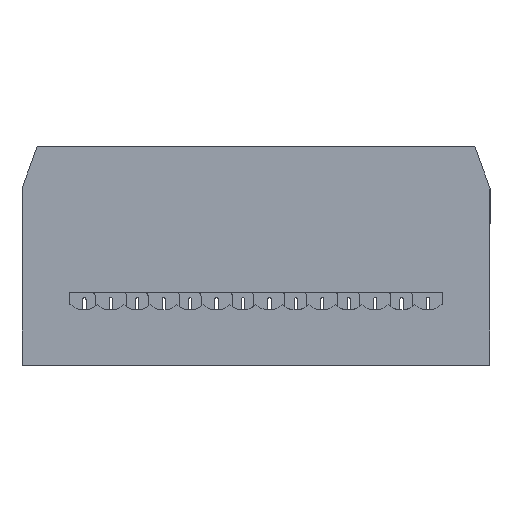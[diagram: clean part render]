
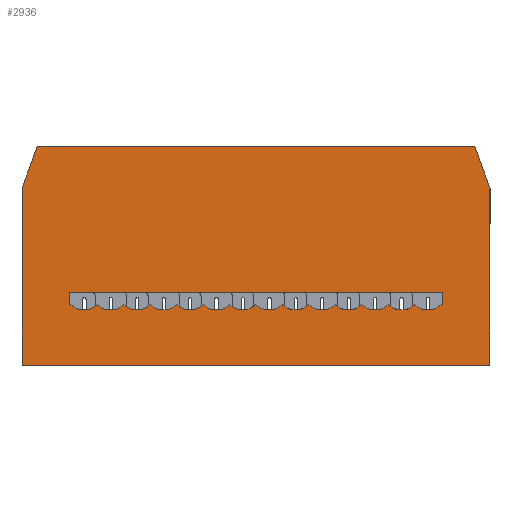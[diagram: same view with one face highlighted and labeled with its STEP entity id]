
A CAD part, top view. The second image highlights one B-rep face of the part: STEP entity #2936.
In plain terms, the highlighted planar face has unit normal (0, 0, 1).
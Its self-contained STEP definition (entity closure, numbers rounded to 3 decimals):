
#685=CARTESIAN_POINT('',(-12.775,-1.1,3.5));
#686=VERTEX_POINT('',#685);
#703=CARTESIAN_POINT('',(-12.775,-0.5,3.5));
#704=VERTEX_POINT('',#703);
#711=CARTESIAN_POINT('',(-12.775,-0.5,3.5));
#712=DIRECTION('',(0.,-1.,0.));
#713=VECTOR('',#712,0.6);
#714=LINE('',#711,#713);
#715=EDGE_CURVE('',#704,#686,#714,.T.);
#820=CARTESIAN_POINT('',(-6.35,-1.1,3.5));
#821=VERTEX_POINT('',#820);
#822=CARTESIAN_POINT('',(-5.08,-1.1,3.5));
#823=VERTEX_POINT('',#822);
#824=CARTESIAN_POINT('',(-5.715,-0.419,3.5));
#825=DIRECTION('',(-0.682,-0.732,0.));
#826=DIRECTION('',(-0.,0.,1.));
#827=AXIS2_PLACEMENT_3D('',#824,#826,#825);
#828=CIRCLE('',#827,0.931);
#829=EDGE_CURVE('',#821,#823,#828,.T.);
#1041=CARTESIAN_POINT('',(-7.62,-1.1,3.5));
#1042=VERTEX_POINT('',#1041);
#1049=CARTESIAN_POINT('',(-6.985,-0.419,3.5));
#1050=DIRECTION('',(-0.682,-0.732,0.));
#1051=DIRECTION('',(0.,-0.,1.));
#1052=AXIS2_PLACEMENT_3D('',#1049,#1051,#1050);
#1053=CIRCLE('',#1052,0.931);
#1054=EDGE_CURVE('',#1042,#821,#1053,.T.);
#1097=CARTESIAN_POINT('',(-8.89,-1.1,3.5));
#1098=VERTEX_POINT('',#1097);
#1099=CARTESIAN_POINT('',(-8.255,-0.419,3.5));
#1100=DIRECTION('',(-0.682,-0.732,0.));
#1101=DIRECTION('',(0.,0.,1.));
#1102=AXIS2_PLACEMENT_3D('',#1099,#1101,#1100);
#1103=CIRCLE('',#1102,0.931);
#1104=EDGE_CURVE('',#1098,#1042,#1103,.T.);
#1291=CARTESIAN_POINT('',(-10.16,-1.1,3.5));
#1292=VERTEX_POINT('',#1291);
#1299=CARTESIAN_POINT('',(-9.525,-0.419,3.5));
#1300=DIRECTION('',(-0.682,-0.732,0.));
#1301=DIRECTION('',(0.,0.,1.));
#1302=AXIS2_PLACEMENT_3D('',#1299,#1301,#1300);
#1303=CIRCLE('',#1302,0.931);
#1304=EDGE_CURVE('',#1292,#1098,#1303,.T.);
#1357=CARTESIAN_POINT('',(-11.43,-1.1,3.5));
#1358=VERTEX_POINT('',#1357);
#1365=CARTESIAN_POINT('',(-10.795,-0.419,3.5));
#1366=DIRECTION('',(-0.682,-0.732,0.));
#1367=DIRECTION('',(0.,-0.,1.));
#1368=AXIS2_PLACEMENT_3D('',#1365,#1367,#1366);
#1369=CIRCLE('',#1368,0.931);
#1370=EDGE_CURVE('',#1358,#1292,#1369,.T.);
#1507=CARTESIAN_POINT('',(-12.7,-1.1,3.5));
#1508=VERTEX_POINT('',#1507);
#1515=CARTESIAN_POINT('',(-12.065,-0.419,3.5));
#1516=DIRECTION('',(-0.682,-0.732,0.));
#1517=DIRECTION('',(0.,0.,1.));
#1518=AXIS2_PLACEMENT_3D('',#1515,#1517,#1516);
#1519=CIRCLE('',#1518,0.931);
#1520=EDGE_CURVE('',#1508,#1358,#1519,.T.);
#1571=CARTESIAN_POINT('',(-12.775,-1.1,3.5));
#1572=DIRECTION('',(1.,0.,0.));
#1573=VECTOR('',#1572,0.075);
#1574=LINE('',#1571,#1573);
#1575=EDGE_CURVE('',#686,#1508,#1574,.T.);
#2490=CARTESIAN_POINT('',(-3.831,-1.08,3.5));
#2491=VERTEX_POINT('',#2490);
#2533=CARTESIAN_POINT('',(-4.199,-1.317,3.5));
#2534=VERTEX_POINT('',#2533);
#2541=CARTESIAN_POINT('',(-4.465,-0.5,3.5));
#2542=DIRECTION('',(0.31,-0.951,0.));
#2543=DIRECTION('',(0.,0.,1.));
#2544=AXIS2_PLACEMENT_3D('',#2541,#2543,#2542);
#2545=CIRCLE('',#2544,0.859);
#2546=EDGE_CURVE('',#2534,#2491,#2545,.T.);
#2619=CARTESIAN_POINT('',(-2.54,-1.1,3.5));
#2620=VERTEX_POINT('',#2619);
#2621=CARTESIAN_POINT('',(-3.175,-0.419,3.5));
#2622=DIRECTION('',(-0.704,-0.71,0.));
#2623=DIRECTION('',(-0.,0.,1.));
#2624=AXIS2_PLACEMENT_3D('',#2621,#2623,#2622);
#2625=CIRCLE('',#2624,0.931);
#2626=EDGE_CURVE('',#2491,#2620,#2625,.T.);
#2786=CARTESIAN_POINT('',(-3.81,1.25,3.5));
#2787=DIRECTION('',(0.,-1.,0.));
#2788=DIRECTION('',(-0.,0.,1.));
#2789=AXIS2_PLACEMENT_3D('',#2786,#2788,#2787);
#2790=PLANE('',#2789);
#2791=CARTESIAN_POINT('',(-15.05,-4.,3.5));
#2792=VERTEX_POINT('',#2791);
#2793=CARTESIAN_POINT('',(7.43,-4.,3.5));
#2794=VERTEX_POINT('',#2793);
#2795=CARTESIAN_POINT('',(-15.05,-4.,3.5));
#2796=DIRECTION('',(1.,0.,0.));
#2797=VECTOR('',#2796,22.48);
#2798=LINE('',#2795,#2797);
#2799=EDGE_CURVE('',#2792,#2794,#2798,.T.);
#2800=ORIENTED_EDGE('',*,*,#2799,.T.);
#2801=CARTESIAN_POINT('',(7.43,4.5,3.5));
#2802=VERTEX_POINT('',#2801);
#2803=CARTESIAN_POINT('',(7.43,4.5,3.5));
#2804=DIRECTION('',(0.,-1.,0.));
#2805=VECTOR('',#2804,8.5);
#2806=LINE('',#2803,#2805);
#2807=EDGE_CURVE('',#2802,#2794,#2806,.T.);
#2808=ORIENTED_EDGE('',*,*,#2807,.F.);
#2809=CARTESIAN_POINT('',(6.7,6.5,3.5));
#2810=VERTEX_POINT('',#2809);
#2811=CARTESIAN_POINT('',(7.43,4.5,3.5));
#2812=DIRECTION('',(-0.343,0.939,0.));
#2813=VECTOR('',#2812,2.129);
#2814=LINE('',#2811,#2813);
#2815=EDGE_CURVE('',#2802,#2810,#2814,.T.);
#2816=ORIENTED_EDGE('',*,*,#2815,.T.);
#2817=CARTESIAN_POINT('',(-14.32,6.5,3.5));
#2818=VERTEX_POINT('',#2817);
#2819=CARTESIAN_POINT('',(-14.32,6.5,3.5));
#2820=DIRECTION('',(1.,0.,0.));
#2821=VECTOR('',#2820,21.02);
#2822=LINE('',#2819,#2821);
#2823=EDGE_CURVE('',#2818,#2810,#2822,.T.);
#2824=ORIENTED_EDGE('',*,*,#2823,.F.);
#2825=CARTESIAN_POINT('',(-15.05,4.5,3.5));
#2826=VERTEX_POINT('',#2825);
#2827=CARTESIAN_POINT('',(-14.32,6.5,3.5));
#2828=DIRECTION('',(-0.343,-0.939,0.));
#2829=VECTOR('',#2828,2.129);
#2830=LINE('',#2827,#2829);
#2831=EDGE_CURVE('',#2818,#2826,#2830,.T.);
#2832=ORIENTED_EDGE('',*,*,#2831,.T.);
#2833=CARTESIAN_POINT('',(-15.05,4.5,3.5));
#2834=DIRECTION('',(0.,-1.,0.));
#2835=VECTOR('',#2834,8.5);
#2836=LINE('',#2833,#2835);
#2837=EDGE_CURVE('',#2826,#2792,#2836,.T.);
#2838=ORIENTED_EDGE('',*,*,#2837,.T.);
#2839=EDGE_LOOP('',(#2800,#2808,#2816,#2824,#2832,#2838));
#2840=FACE_OUTER_BOUND('',#2839,.T.);
#2841=CARTESIAN_POINT('',(5.155,-0.5,3.5));
#2842=VERTEX_POINT('',#2841);
#2843=CARTESIAN_POINT('',(5.155,-1.1,3.5));
#2844=VERTEX_POINT('',#2843);
#2845=CARTESIAN_POINT('',(5.155,-0.5,3.5));
#2846=DIRECTION('',(0.,-1.,0.));
#2847=VECTOR('',#2846,0.6);
#2848=LINE('',#2845,#2847);
#2849=EDGE_CURVE('',#2842,#2844,#2848,.T.);
#2850=ORIENTED_EDGE('',*,*,#2849,.T.);
#2851=CARTESIAN_POINT('',(5.08,-1.1,3.5));
#2852=VERTEX_POINT('',#2851);
#2853=CARTESIAN_POINT('',(5.155,-1.1,3.5));
#2854=DIRECTION('',(-1.,0.,0.));
#2855=VECTOR('',#2854,0.075);
#2856=LINE('',#2853,#2855);
#2857=EDGE_CURVE('',#2844,#2852,#2856,.T.);
#2858=ORIENTED_EDGE('',*,*,#2857,.T.);
#2859=CARTESIAN_POINT('',(3.81,-1.1,3.5));
#2860=VERTEX_POINT('',#2859);
#2861=CARTESIAN_POINT('',(4.445,-0.419,3.5));
#2862=DIRECTION('',(0.682,-0.732,0.));
#2863=DIRECTION('',(0.,0.,-1.));
#2864=AXIS2_PLACEMENT_3D('',#2861,#2863,#2862);
#2865=CIRCLE('',#2864,0.931);
#2866=EDGE_CURVE('',#2852,#2860,#2865,.T.);
#2867=ORIENTED_EDGE('',*,*,#2866,.T.);
#2868=CARTESIAN_POINT('',(2.54,-1.1,3.5));
#2869=VERTEX_POINT('',#2868);
#2870=CARTESIAN_POINT('',(3.175,-0.419,3.5));
#2871=DIRECTION('',(0.682,-0.732,0.));
#2872=DIRECTION('',(0.,0.,-1.));
#2873=AXIS2_PLACEMENT_3D('',#2870,#2872,#2871);
#2874=CIRCLE('',#2873,0.931);
#2875=EDGE_CURVE('',#2860,#2869,#2874,.T.);
#2876=ORIENTED_EDGE('',*,*,#2875,.T.);
#2877=CARTESIAN_POINT('',(1.27,-1.1,3.5));
#2878=VERTEX_POINT('',#2877);
#2879=CARTESIAN_POINT('',(1.905,-0.419,3.5));
#2880=DIRECTION('',(0.682,-0.732,0.));
#2881=DIRECTION('',(0.,0.,-1.));
#2882=AXIS2_PLACEMENT_3D('',#2879,#2881,#2880);
#2883=CIRCLE('',#2882,0.931);
#2884=EDGE_CURVE('',#2869,#2878,#2883,.T.);
#2885=ORIENTED_EDGE('',*,*,#2884,.T.);
#2886=CARTESIAN_POINT('',(0.,-1.1,3.5));
#2887=VERTEX_POINT('',#2886);
#2888=CARTESIAN_POINT('',(0.635,-0.419,3.5));
#2889=DIRECTION('',(0.682,-0.732,0.));
#2890=DIRECTION('',(0.,0.,-1.));
#2891=AXIS2_PLACEMENT_3D('',#2888,#2890,#2889);
#2892=CIRCLE('',#2891,0.931);
#2893=EDGE_CURVE('',#2878,#2887,#2892,.T.);
#2894=ORIENTED_EDGE('',*,*,#2893,.T.);
#2895=CARTESIAN_POINT('',(-1.27,-1.1,3.5));
#2896=VERTEX_POINT('',#2895);
#2897=CARTESIAN_POINT('',(-0.635,-0.419,3.5));
#2898=DIRECTION('',(0.682,-0.732,0.));
#2899=DIRECTION('',(0.,0.,-1.));
#2900=AXIS2_PLACEMENT_3D('',#2897,#2899,#2898);
#2901=CIRCLE('',#2900,0.931);
#2902=EDGE_CURVE('',#2887,#2896,#2901,.T.);
#2903=ORIENTED_EDGE('',*,*,#2902,.T.);
#2904=CARTESIAN_POINT('',(-1.905,-0.419,3.5));
#2905=DIRECTION('',(0.682,-0.732,0.));
#2906=DIRECTION('',(0.,0.,-1.));
#2907=AXIS2_PLACEMENT_3D('',#2904,#2906,#2905);
#2908=CIRCLE('',#2907,0.931);
#2909=EDGE_CURVE('',#2896,#2620,#2908,.T.);
#2910=ORIENTED_EDGE('',*,*,#2909,.T.);
#2911=ORIENTED_EDGE('',*,*,#2626,.F.);
#2912=ORIENTED_EDGE('',*,*,#2546,.F.);
#2913=CARTESIAN_POINT('',(-4.445,-0.419,3.5));
#2914=DIRECTION('',(0.264,-0.965,0.));
#2915=DIRECTION('',(0.,0.,-1.));
#2916=AXIS2_PLACEMENT_3D('',#2913,#2915,#2914);
#2917=CIRCLE('',#2916,0.931);
#2918=EDGE_CURVE('',#2534,#823,#2917,.T.);
#2919=ORIENTED_EDGE('',*,*,#2918,.T.);
#2920=ORIENTED_EDGE('',*,*,#829,.F.);
#2921=ORIENTED_EDGE('',*,*,#1054,.F.);
#2922=ORIENTED_EDGE('',*,*,#1104,.F.);
#2923=ORIENTED_EDGE('',*,*,#1304,.F.);
#2924=ORIENTED_EDGE('',*,*,#1370,.F.);
#2925=ORIENTED_EDGE('',*,*,#1520,.F.);
#2926=ORIENTED_EDGE('',*,*,#1575,.F.);
#2927=ORIENTED_EDGE('',*,*,#715,.F.);
#2928=CARTESIAN_POINT('',(5.155,-0.5,3.5));
#2929=DIRECTION('',(-1.,0.,0.));
#2930=VECTOR('',#2929,17.93);
#2931=LINE('',#2928,#2930);
#2932=EDGE_CURVE('',#2842,#704,#2931,.T.);
#2933=ORIENTED_EDGE('',*,*,#2932,.F.);
#2934=EDGE_LOOP('',(#2850,#2858,#2867,#2876,#2885,#2894,#2903,#2910,#2911,#2912,#2919,#2920,#2921,#2922,#2923,#2924,#2925,#2926,#2927,#2933));
#2935=FACE_BOUND('',#2934,.T.);
#2936=ADVANCED_FACE('',(#2840,#2935),#2790,.T.);
